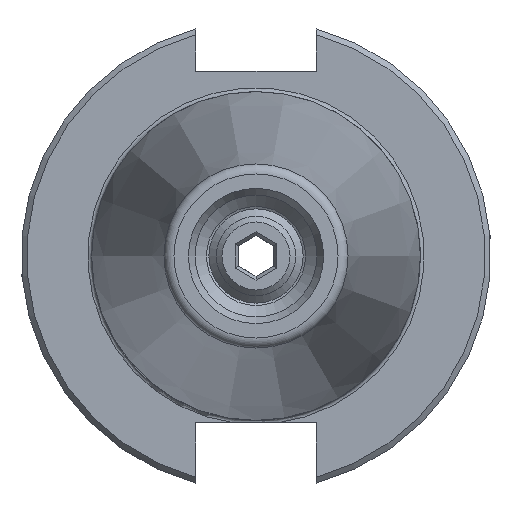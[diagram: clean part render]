
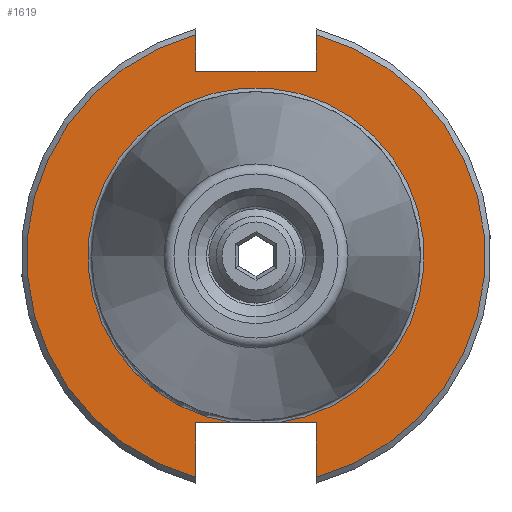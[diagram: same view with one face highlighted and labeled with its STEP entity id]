
A CAD part, left-side view. The second image highlights one B-rep face of the part: STEP entity #1619.
In plain terms, the highlighted planar face has unit normal (-1, 0, 0).
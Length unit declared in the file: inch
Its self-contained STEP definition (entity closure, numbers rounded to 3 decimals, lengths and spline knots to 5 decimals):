
#125=LINE('',#2437,#201);
#136=LINE('',#2562,#212);
#141=LINE('',#2584,#217);
#144=LINE('',#2609,#220);
#145=LINE('',#2610,#221);
#146=LINE('',#2612,#222);
#147=LINE('',#2614,#223);
#201=VECTOR('',#1935,0.64);
#212=VECTOR('',#2030,0.28929);
#217=VECTOR('',#2045,0.28929);
#220=VECTOR('',#2056,0.20828);
#221=VECTOR('',#2057,0.19429);
#222=VECTOR('',#2058,0.19429);
#223=VECTOR('',#2061,0.20828);
#282=PLANE('',#1763);
#428=FACE_OUTER_BOUND('',#559,.T.);
#559=EDGE_LOOP('',(#1228,#1229,#1230,#1231,#1232,#1233,#1234,#1235,#1236,
#1237));
#689=CIRCLE('',#1727,0.895);
#706=CIRCLE('',#1762,1.22);
#707=CIRCLE('',#1764,1.22);
#772=VERTEX_POINT('',#2434);
#773=VERTEX_POINT('',#2436);
#783=VERTEX_POINT('',#2473);
#784=VERTEX_POINT('',#2474);
#808=VERTEX_POINT('',#2557);
#809=VERTEX_POINT('',#2561);
#814=VERTEX_POINT('',#2581);
#815=VERTEX_POINT('',#2583);
#821=VERTEX_POINT('',#2603);
#822=VERTEX_POINT('',#2611);
#929=EDGE_CURVE('',#773,#772,#125,.T.);
#941=EDGE_CURVE('',#783,#784,#689,.T.);
#969=EDGE_CURVE('',#809,#808,#136,.T.);
#978=EDGE_CURVE('',#815,#814,#141,.T.);
#986=EDGE_CURVE('',#821,#808,#706,.T.);
#987=EDGE_CURVE('',#783,#809,#144,.T.);
#988=EDGE_CURVE('',#821,#773,#145,.T.);
#989=EDGE_CURVE('',#772,#822,#146,.T.);
#990=EDGE_CURVE('',#815,#822,#707,.T.);
#991=EDGE_CURVE('',#814,#784,#147,.T.);
#1228=ORIENTED_EDGE('',*,*,#941,.F.);
#1229=ORIENTED_EDGE('',*,*,#987,.T.);
#1230=ORIENTED_EDGE('',*,*,#969,.T.);
#1231=ORIENTED_EDGE('',*,*,#986,.F.);
#1232=ORIENTED_EDGE('',*,*,#988,.T.);
#1233=ORIENTED_EDGE('',*,*,#929,.T.);
#1234=ORIENTED_EDGE('',*,*,#989,.T.);
#1235=ORIENTED_EDGE('',*,*,#990,.F.);
#1236=ORIENTED_EDGE('',*,*,#978,.T.);
#1237=ORIENTED_EDGE('',*,*,#991,.T.);
#1619=ADVANCED_FACE('',(#428),#282,.T.);
#1727=AXIS2_PLACEMENT_3D('',#2485,#1965,#1966);
#1762=AXIS2_PLACEMENT_3D('',#2607,#2052,#2053);
#1763=AXIS2_PLACEMENT_3D('',#2608,#2054,#2055);
#1764=AXIS2_PLACEMENT_3D('',#2613,#2059,#2060);
#1935=DIRECTION('',(0.,1.,0.));
#1965=DIRECTION('center_axis',(-1.,0.,0.));
#1966=DIRECTION('ref_axis',(0.,-1.,0.));
#2030=DIRECTION('',(0.,0.,-1.));
#2045=DIRECTION('',(0.,0.,1.));
#2052=DIRECTION('center_axis',(1.,0.,0.));
#2053=DIRECTION('ref_axis',(0.,-1.,0.));
#2054=DIRECTION('center_axis',(-1.,0.,0.));
#2055=DIRECTION('ref_axis',(0.,0.,1.));
#2056=DIRECTION('',(0.,-1.,0.));
#2057=DIRECTION('',(0.,0.,-1.));
#2058=DIRECTION('',(0.,0.,1.));
#2059=DIRECTION('center_axis',(1.,0.,0.));
#2060=DIRECTION('ref_axis',(0.,1.,0.));
#2061=DIRECTION('',(0.,-1.,0.));
#2434=CARTESIAN_POINT('',(0.125,0.32,0.983));
#2436=CARTESIAN_POINT('',(0.125,-0.32,0.983));
#2437=CARTESIAN_POINT('',(0.125,0.53125,0.983));
#2473=CARTESIAN_POINT('',(0.125,-0.11172,-0.888));
#2474=CARTESIAN_POINT('',(0.125,0.11172,-0.888));
#2485=CARTESIAN_POINT('Origin',(0.125,0.,0.));
#2557=CARTESIAN_POINT('',(0.125,-0.32,-1.17729));
#2561=CARTESIAN_POINT('',(0.125,-0.32,-0.888));
#2562=CARTESIAN_POINT('',(0.125,-0.32,-0.444));
#2581=CARTESIAN_POINT('',(0.125,0.32,-0.888));
#2583=CARTESIAN_POINT('',(0.125,0.32,-1.17729));
#2584=CARTESIAN_POINT('',(0.125,0.32,-0.444));
#2603=CARTESIAN_POINT('',(0.125,-0.32,1.17729));
#2607=CARTESIAN_POINT('Origin',(0.125,0.,0.));
#2608=CARTESIAN_POINT('Origin',(0.125,1.0625,0.));
#2609=CARTESIAN_POINT('',(0.125,0.53125,-0.888));
#2610=CARTESIAN_POINT('',(0.125,-0.32,0.4915));
#2611=CARTESIAN_POINT('',(0.125,0.32,1.17729));
#2612=CARTESIAN_POINT('',(0.125,0.32,0.4915));
#2613=CARTESIAN_POINT('Origin',(0.125,0.,0.));
#2614=CARTESIAN_POINT('',(0.125,0.53125,-0.888));
